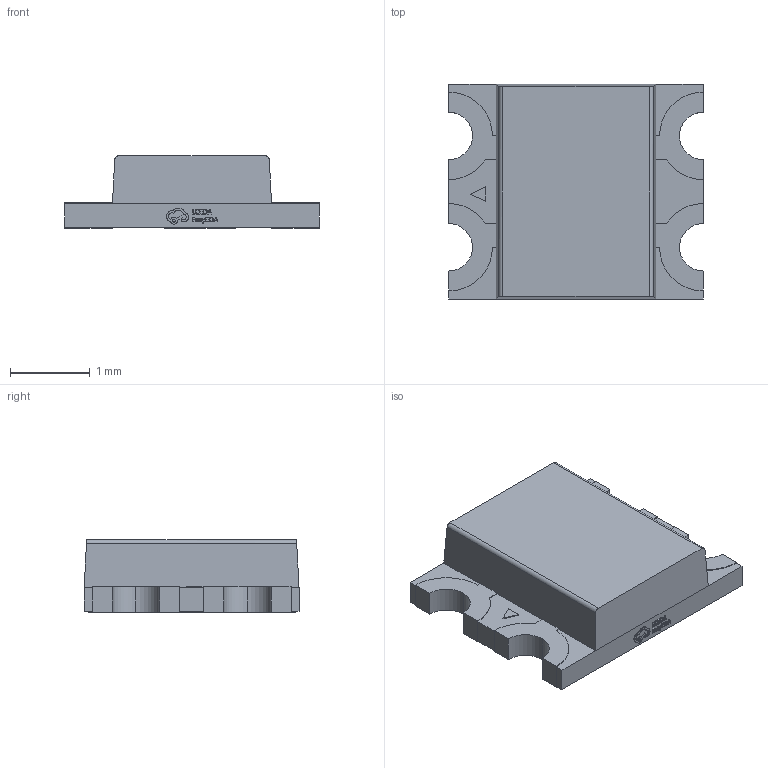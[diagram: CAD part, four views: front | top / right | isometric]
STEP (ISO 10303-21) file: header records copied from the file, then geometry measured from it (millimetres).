
FILE_DESCRIPTION (( 'STEP AP214' ), '1' );
FILE_NAME ('LED-SMD_4P-L3.2-W2.7-TL-CW.step', '2022-07-08T12:12:48', ( '' ), ( '' ), 'SwSTEP 2.0', 'SolidWorks 2020', '' );
FILE_SCHEMA (( 'AUTOMOTIVE_DESIGN' ));
Length unit declared in the file: millimetre
Products named in the file (1): LED-SMD_4P-L3.2-W2.7-TL-CW
Bounding box: 3.2 x 2.71 x 0.91 mm (x, y, z)
Volume: 5.6 mm3; surface area: 25.7 mm2
Topology: 1 solids, 1 shells, 376 faces, 1026 edges, 680 vertices
Faces by surface type: plane 248, bspline 112, cylinder 16
Entity records: 16497 total; most frequent: CARTESIAN_POINT 4199, ORIENTED_EDGE 2052, DIRECTION 1352, EDGE_CURVE 1026, LINE 766, VECTOR 766, VERTEX_POINT 680, EDGE_LOOP 404
